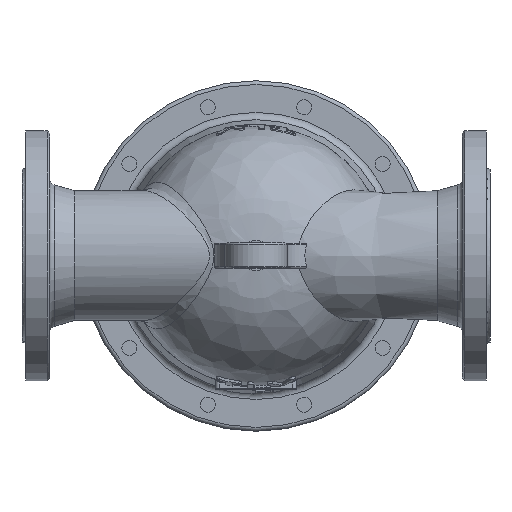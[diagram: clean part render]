
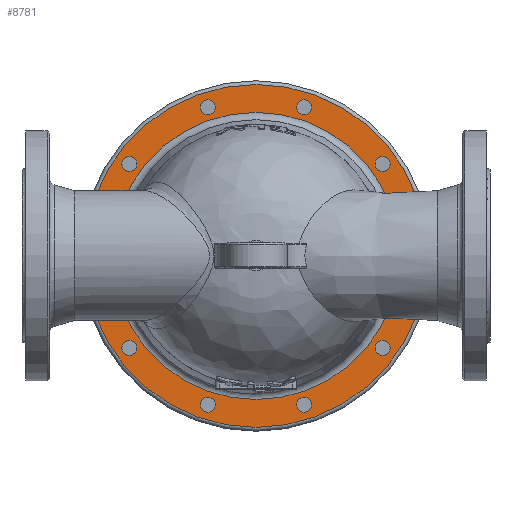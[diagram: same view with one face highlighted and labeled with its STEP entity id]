
A CAD part, top view. The second image highlights one B-rep face of the part: STEP entity #8781.
In plain terms, the highlighted planar face has unit normal (0, 0, 1).
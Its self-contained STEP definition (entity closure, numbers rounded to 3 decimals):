
#1549=PLANE('',#9665);
#1755=FACE_BOUND('',#2966,.T.);
#1756=FACE_BOUND('',#2967,.T.);
#1757=FACE_BOUND('',#2968,.T.);
#1758=FACE_BOUND('',#2969,.T.);
#1759=FACE_BOUND('',#2970,.T.);
#1760=FACE_BOUND('',#2971,.T.);
#1761=FACE_BOUND('',#2972,.T.);
#1762=FACE_BOUND('',#2973,.T.);
#1763=FACE_BOUND('',#2974,.T.);
#1764=FACE_BOUND('',#2975,.T.);
#1765=FACE_BOUND('',#2976,.T.);
#2252=FACE_OUTER_BOUND('',#2965,.T.);
#2965=EDGE_LOOP('',(#7425));
#2966=EDGE_LOOP('',(#7426));
#2967=EDGE_LOOP('',(#7427));
#2968=EDGE_LOOP('',(#7428));
#2969=EDGE_LOOP('',(#7429));
#2970=EDGE_LOOP('',(#7430));
#2971=EDGE_LOOP('',(#7431));
#2972=EDGE_LOOP('',(#7432));
#2973=EDGE_LOOP('',(#7433));
#2974=EDGE_LOOP('',(#7434));
#2975=EDGE_LOOP('',(#7435));
#2976=EDGE_LOOP('',(#7436));
#3320=CIRCLE('',#9182,6.);
#3324=CIRCLE('',#9189,6.);
#3328=CIRCLE('',#9196,6.);
#3332=CIRCLE('',#9203,6.);
#3336=CIRCLE('',#9210,6.);
#3340=CIRCLE('',#9217,6.);
#3344=CIRCLE('',#9224,6.);
#3348=CIRCLE('',#9231,6.);
#3352=CIRCLE('',#9238,6.);
#3419=CIRCLE('',#9434,6.);
#3544=CIRCLE('',#9666,137.);
#3545=CIRCLE('',#9667,114.73);
#3872=VERTEX_POINT('',#13192);
#3876=VERTEX_POINT('',#13203);
#3880=VERTEX_POINT('',#13214);
#3884=VERTEX_POINT('',#13225);
#3888=VERTEX_POINT('',#13236);
#3892=VERTEX_POINT('',#13247);
#3896=VERTEX_POINT('',#13258);
#3900=VERTEX_POINT('',#13269);
#3904=VERTEX_POINT('',#13280);
#4079=VERTEX_POINT('',#14083);
#4297=VERTEX_POINT('',#15627);
#4298=VERTEX_POINT('',#15629);
#4800=EDGE_CURVE('',#3872,#3872,#3320,.T.);
#4804=EDGE_CURVE('',#3876,#3876,#3324,.T.);
#4808=EDGE_CURVE('',#3880,#3880,#3328,.T.);
#4812=EDGE_CURVE('',#3884,#3884,#3332,.T.);
#4816=EDGE_CURVE('',#3888,#3888,#3336,.T.);
#4820=EDGE_CURVE('',#3892,#3892,#3340,.T.);
#4824=EDGE_CURVE('',#3896,#3896,#3344,.T.);
#4828=EDGE_CURVE('',#3900,#3900,#3348,.T.);
#4832=EDGE_CURVE('',#3904,#3904,#3352,.T.);
#5115=EDGE_CURVE('',#4079,#4079,#3419,.T.);
#5402=EDGE_CURVE('',#4297,#4297,#3544,.T.);
#5403=EDGE_CURVE('',#4298,#4298,#3545,.T.);
#7425=ORIENTED_EDGE('',*,*,#5402,.F.);
#7426=ORIENTED_EDGE('',*,*,#4800,.T.);
#7427=ORIENTED_EDGE('',*,*,#4804,.T.);
#7428=ORIENTED_EDGE('',*,*,#4808,.T.);
#7429=ORIENTED_EDGE('',*,*,#4812,.T.);
#7430=ORIENTED_EDGE('',*,*,#4816,.T.);
#7431=ORIENTED_EDGE('',*,*,#4820,.T.);
#7432=ORIENTED_EDGE('',*,*,#4824,.T.);
#7433=ORIENTED_EDGE('',*,*,#4828,.T.);
#7434=ORIENTED_EDGE('',*,*,#4832,.T.);
#7435=ORIENTED_EDGE('',*,*,#5115,.T.);
#7436=ORIENTED_EDGE('',*,*,#5403,.F.);
#8781=ADVANCED_FACE('',(#2252,#1755,#1756,#1757,#1758,#1759,#1760,#1761,
#1762,#1763,#1764,#1765),#1549,.F.);
#9182=AXIS2_PLACEMENT_3D('',#13193,#10525,#10526);
#9189=AXIS2_PLACEMENT_3D('',#13204,#10539,#10540);
#9196=AXIS2_PLACEMENT_3D('',#13215,#10553,#10554);
#9203=AXIS2_PLACEMENT_3D('',#13226,#10567,#10568);
#9210=AXIS2_PLACEMENT_3D('',#13237,#10581,#10582);
#9217=AXIS2_PLACEMENT_3D('',#13248,#10595,#10596);
#9224=AXIS2_PLACEMENT_3D('',#13259,#10609,#10610);
#9231=AXIS2_PLACEMENT_3D('',#13270,#10623,#10624);
#9238=AXIS2_PLACEMENT_3D('',#13281,#10637,#10638);
#9434=AXIS2_PLACEMENT_3D('',#14084,#11137,#11138);
#9665=AXIS2_PLACEMENT_3D('',#15626,#11683,#11684);
#9666=AXIS2_PLACEMENT_3D('',#15628,#11685,#11686);
#9667=AXIS2_PLACEMENT_3D('',#15630,#11687,#11688);
#10525=DIRECTION('center_axis',(0.,0.,-1.));
#10526=DIRECTION('ref_axis',(0.809,0.588,0.));
#10539=DIRECTION('center_axis',(0.,0.,-1.));
#10540=DIRECTION('ref_axis',(0.309,0.951,0.));
#10553=DIRECTION('center_axis',(0.,0.,-1.));
#10554=DIRECTION('ref_axis',(-0.309,0.951,0.));
#10567=DIRECTION('center_axis',(0.,0.,-1.));
#10568=DIRECTION('ref_axis',(-0.809,0.588,0.));
#10581=DIRECTION('center_axis',(0.,0.,-1.));
#10582=DIRECTION('ref_axis',(-1.,0.,0.));
#10595=DIRECTION('center_axis',(0.,0.,-1.));
#10596=DIRECTION('ref_axis',(-0.809,-0.588,0.));
#10609=DIRECTION('center_axis',(0.,0.,-1.));
#10610=DIRECTION('ref_axis',(-0.309,-0.951,0.));
#10623=DIRECTION('center_axis',(0.,0.,-1.));
#10624=DIRECTION('ref_axis',(0.309,-0.951,0.));
#10637=DIRECTION('center_axis',(0.,0.,-1.));
#10638=DIRECTION('ref_axis',(0.809,-0.588,0.));
#11137=DIRECTION('center_axis',(0.,0.,-1.));
#11138=DIRECTION('ref_axis',(1.,0.,0.));
#11683=DIRECTION('center_axis',(0.,0.,-1.));
#11684=DIRECTION('ref_axis',(-1.,0.,0.));
#11685=DIRECTION('center_axis',(0.,0.,-1.));
#11686=DIRECTION('ref_axis',(-1.,0.,0.));
#11687=DIRECTION('center_axis',(0.,0.,1.));
#11688=DIRECTION('ref_axis',(-1.,0.,0.));
#13192=CARTESIAN_POINT('',(-105.981,-77.,30.));
#13193=CARTESIAN_POINT('Origin',(-101.127,-73.473,30.));
#13203=CARTESIAN_POINT('',(-40.481,-124.588,30.));
#13204=CARTESIAN_POINT('Origin',(-38.627,-118.882,30.));
#13214=CARTESIAN_POINT('',(40.481,-124.588,30.));
#13215=CARTESIAN_POINT('Origin',(38.627,-118.882,30.));
#13225=CARTESIAN_POINT('',(105.981,-77.,30.));
#13226=CARTESIAN_POINT('Origin',(101.127,-73.473,30.));
#13236=CARTESIAN_POINT('',(131.,0.,30.));
#13237=CARTESIAN_POINT('Origin',(125.,0.,30.));
#13247=CARTESIAN_POINT('',(105.981,77.,30.));
#13248=CARTESIAN_POINT('Origin',(101.127,73.473,30.));
#13258=CARTESIAN_POINT('',(40.481,124.588,30.));
#13259=CARTESIAN_POINT('Origin',(38.627,118.882,30.));
#13269=CARTESIAN_POINT('',(-40.481,124.588,30.));
#13270=CARTESIAN_POINT('Origin',(-38.627,118.882,30.));
#13280=CARTESIAN_POINT('',(-105.981,77.,30.));
#13281=CARTESIAN_POINT('Origin',(-101.127,73.473,30.));
#14083=CARTESIAN_POINT('',(-131.,0.,30.));
#14084=CARTESIAN_POINT('Origin',(-125.,0.,30.));
#15626=CARTESIAN_POINT('Origin',(0.,0.,30.));
#15627=CARTESIAN_POINT('',(137.,0.,30.));
#15628=CARTESIAN_POINT('Origin',(0.,0.,30.));
#15629=CARTESIAN_POINT('',(114.73,0.,30.));
#15630=CARTESIAN_POINT('Origin',(0.,0.,30.));
